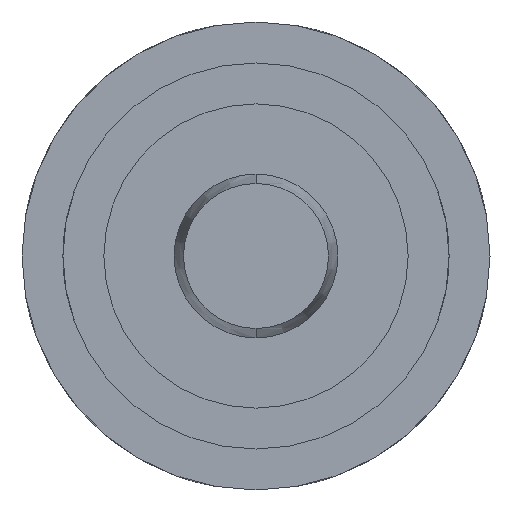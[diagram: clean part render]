
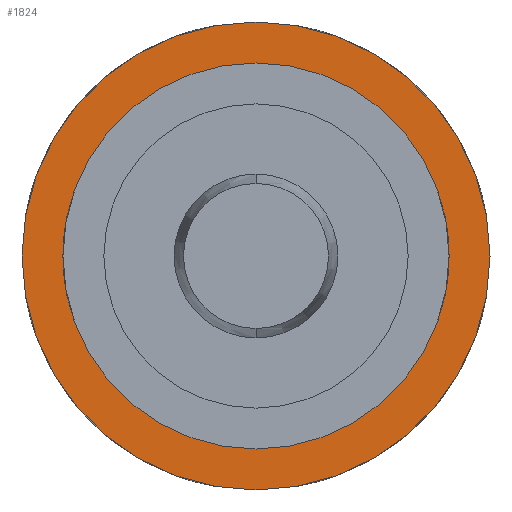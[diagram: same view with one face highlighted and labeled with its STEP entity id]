
A CAD part, front view. The second image highlights one B-rep face of the part: STEP entity #1824.
In plain terms, the highlighted planar face has unit normal (0, -1, 0).
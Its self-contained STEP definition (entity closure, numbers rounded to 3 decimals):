
#37 = CARTESIAN_POINT ( 'NONE',  ( 0., 28., 0.825 ) ) ;
#88 = ORIENTED_EDGE ( 'NONE', *, *, #613, .T. ) ;
#157 = CIRCLE ( 'NONE', #3658, 1. ) ;
#245 = DIRECTION ( 'NONE',  ( 0., 1., 0. ) ) ;
#291 = DIRECTION ( 'NONE',  ( 0., 0., 1. ) ) ;
#313 = DIRECTION ( 'NONE',  ( 0., 0., 1. ) ) ;
#321 = DIRECTION ( 'NONE',  ( 0., 0., 1. ) ) ;
#613 = EDGE_CURVE ( 'Defeature ausgef�hrt4_6+Defeature ausgef�hrt4_0+Defeature ausgef�hrt4_0+Defeature ausgef�hrt4_0', #1421, #3108, #1549, .T. ) ;
#625 = DIRECTION ( 'NONE',  ( 0., 1., 0. ) ) ;
#1421 = VERTEX_POINT ( 'NONE', #3274 ) ;
#1440 = CARTESIAN_POINT ( 'NONE',  ( 0., 28., -1. ) ) ;
#1481 = VERTEX_POINT ( 'NONE', #1440 ) ;
#1491 = AXIS2_PLACEMENT_3D ( 'NONE', #3322, #2545, #291 ) ;
#1549 = CIRCLE ( 'NONE', #2704, 0.825 ) ;
#1625 = CIRCLE ( 'NONE', #1491, 0.825 ) ;
#1630 = DIRECTION ( 'NONE',  ( 0., 0., 1. ) ) ;
#1824 = ADVANCED_FACE ( 'Defeature ausgef�hrt4_6', ( #2758, #4172 ), #4448, .F. ) ;
#1979 = CIRCLE ( 'NONE', #2035, 1. ) ;
#2035 = AXIS2_PLACEMENT_3D ( 'NONE', #2699, #2746, #1630 ) ;
#2054 = EDGE_CURVE ( 'Defeature ausgef�hrt4_7+Defeature ausgef�hrt4_6+Defeature ausgef�hrt4_6+Defeature ausgef�hrt4_6', #2127, #1481, #1979, .T. ) ;
#2124 = CARTESIAN_POINT ( 'NONE',  ( 0., 28., 0. ) ) ;
#2127 = VERTEX_POINT ( 'NONE', #2421 ) ;
#2130 = ORIENTED_EDGE ( 'NONE', *, *, #3426, .T. ) ;
#2138 = DIRECTION ( 'NONE',  ( 0., 0., 1. ) ) ;
#2397 = ORIENTED_EDGE ( 'NONE', *, *, #2054, .F. ) ;
#2421 = CARTESIAN_POINT ( 'NONE',  ( 0., 28., 1. ) ) ;
#2545 = DIRECTION ( 'NONE',  ( 0., 1., 0. ) ) ;
#2547 = CARTESIAN_POINT ( 'NONE',  ( 0., 28., 0. ) ) ;
#2699 = CARTESIAN_POINT ( 'NONE',  ( 0., 28., 0. ) ) ;
#2704 = AXIS2_PLACEMENT_3D ( 'NONE', #2124, #625, #2138 ) ;
#2746 = DIRECTION ( 'NONE',  ( 0., 1., 0. ) ) ;
#2754 = EDGE_CURVE ( 'Defeature ausgef�hrt4_7+Defeature ausgef�hrt4_6+Defeature ausgef�hrt4_6+Defeature ausgef�hrt4_6', #1481, #2127, #157, .T. ) ;
#2758 = FACE_OUTER_BOUND ( 'NONE', #3953, .T. ) ;
#2988 = DIRECTION ( 'NONE',  ( 0., 1., 0. ) ) ;
#3108 = VERTEX_POINT ( 'NONE', #37 ) ;
#3274 = CARTESIAN_POINT ( 'NONE',  ( 0., 28., -0.825 ) ) ;
#3322 = CARTESIAN_POINT ( 'NONE',  ( 0., 28., 0. ) ) ;
#3346 = CARTESIAN_POINT ( 'NONE',  ( 0.825, 28., 0. ) ) ;
#3426 = EDGE_CURVE ( 'Defeature ausgef�hrt4_6+Defeature ausgef�hrt4_0+Defeature ausgef�hrt4_0+Defeature ausgef�hrt4_0', #3108, #1421, #1625, .T. ) ;
#3658 = AXIS2_PLACEMENT_3D ( 'NONE', #2547, #245, #313 ) ;
#3953 = EDGE_LOOP ( 'NONE', ( #2397, #4525 ) ) ;
#4172 = FACE_BOUND ( 'NONE', #4176, .T. ) ;
#4176 = EDGE_LOOP ( 'NONE', ( #88, #2130 ) ) ;
#4448 = PLANE ( 'NONE',  #4607 ) ;
#4525 = ORIENTED_EDGE ( 'NONE', *, *, #2754, .F. ) ;
#4607 = AXIS2_PLACEMENT_3D ( 'NONE', #3346, #2988, #321 ) ;
